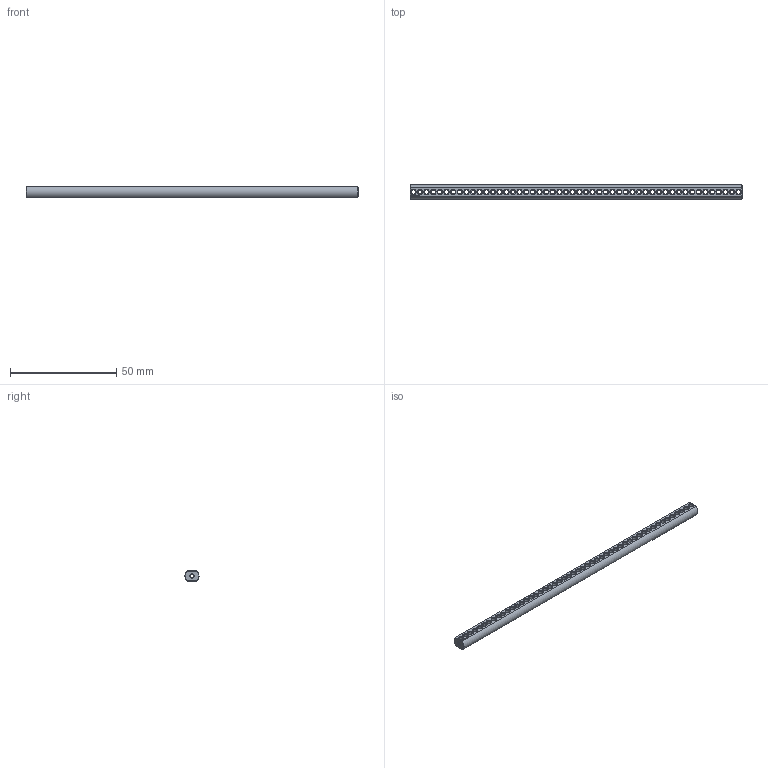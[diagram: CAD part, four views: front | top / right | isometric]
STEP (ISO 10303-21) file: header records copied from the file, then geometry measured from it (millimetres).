
FILE_DESCRIPTION(('FreeCAD Model'),'2;1');
FILE_NAME('Open CASCADE Shape Model','2024-06-18T13:21:18',(''),(''), 'Open CASCADE STEP processor 7.6','FreeCAD','Unknown');
FILE_SCHEMA(('AUTOMOTIVE_DESIGN { 1 0 10303 214 1 1 1 1 }'));
Length unit declared in the file: millimetre
Products named in the file (1): Shaft IDX BU12.50 - SPN-SFT-0170 (stemfie.org)
Bounding box: 156.25 x 6.6 x 5 mm (x, y, z)
Volume: 3565.7 mm3; surface area: 4505.3 mm2
Topology: 1 solids, 1 shells, 698 faces, 2102 edges, 1332 vertices
Faces by surface type: plane 313, cylinder 153, extrusion 128, cone 104
Full cylindrical faces by diameter (mm): 2 x151
Entity records: 24130 total; most frequent: CARTESIAN_POINT 4901, ORIENTED_EDGE 4204, DIRECTION 3742, EDGE_CURVE 2102, VECTOR 1348, VERTEX_POINT 1332, LINE 1220, AXIS2_PLACEMENT_3D 1197
